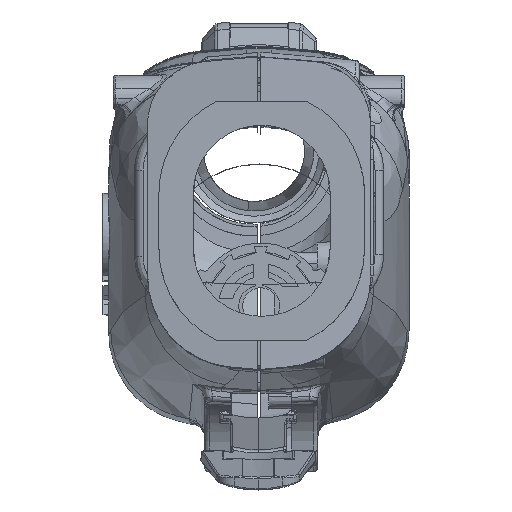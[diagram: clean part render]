
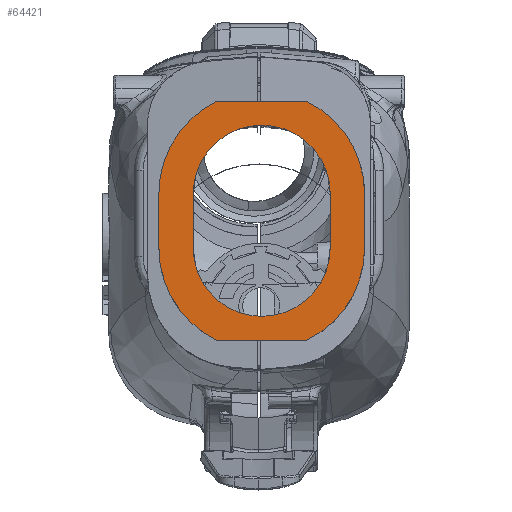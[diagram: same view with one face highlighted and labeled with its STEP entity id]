
A CAD part, top view. The second image highlights one B-rep face of the part: STEP entity #64421.
In plain terms, the highlighted planar face has unit normal (0, 0, 1).
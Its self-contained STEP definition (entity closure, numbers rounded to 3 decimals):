
#90 = CARTESIAN_POINT ( 'NONE',  ( -10.715, -8.051, 278.593 ) ) ;
#876 = CARTESIAN_POINT ( 'NONE',  ( 1.346, -17.576, 278.593 ) ) ;
#1157 = LINE ( 'NONE', #60626, #76022 ) ;
#1158 = VERTEX_POINT ( 'NONE', #3333 ) ;
#1817 = DIRECTION ( 'NONE',  ( 0., 0., 1. ) ) ;
#2281 = CARTESIAN_POINT ( 'NONE',  ( -10.715, -8.051, 278.593 ) ) ;
#2550 = DIRECTION ( 'NONE',  ( 1., 0., 0. ) ) ;
#3333 = CARTESIAN_POINT ( 'NONE',  ( 19.456, -17.576, 278.593 ) ) ;
#3980 = CARTESIAN_POINT ( 'NONE',  ( -16.764, -17.576, 278.593 ) ) ;
#5603 = ORIENTED_EDGE ( 'NONE', *, *, #24595, .T. ) ;
#6314 = AXIS2_PLACEMENT_3D ( 'NONE', #37584, #51529, #12331 ) ;
#7617 = DIRECTION ( 'NONE',  ( 1., 0., 0. ) ) ;
#7674 = EDGE_CURVE ( 'NONE', #24132, #73099, #18274, .T. ) ;
#7997 = VERTEX_POINT ( 'NONE', #3980 ) ;
#8794 = CARTESIAN_POINT ( 'NONE',  ( -6.611, -33.845, 278.593 ) ) ;
#10307 = VERTEX_POINT ( 'NONE', #24431 ) ;
#10607 = EDGE_CURVE ( 'NONE', #48248, #84237, #37907, .T. ) ;
#10877 = EDGE_CURVE ( 'NONE', #39692, #21003, #30524, .T. ) ;
#11722 = FACE_OUTER_BOUND ( 'NONE', #52156, .T. ) ;
#12331 = DIRECTION ( 'NONE',  ( 1., 0., 0. ) ) ;
#12441 = CARTESIAN_POINT ( 'NONE',  ( 13.406, -17.576, 278.593 ) ) ;
#12818 = FACE_BOUND ( 'NONE', #47364, .T. ) ;
#13871 = AXIS2_PLACEMENT_3D ( 'NONE', #37857, #24202, #70436 ) ;
#14403 = CARTESIAN_POINT ( 'NONE',  ( 1.346, -8.051, 278.593 ) ) ;
#17449 = LINE ( 'NONE', #64991, #76826 ) ;
#18274 = CIRCLE ( 'NONE', #70123, 12.06 ) ;
#18676 = EDGE_CURVE ( 'NONE', #1158, #39692, #1157, .T. ) ;
#19598 = ORIENTED_EDGE ( 'NONE', *, *, #10607, .T. ) ;
#20907 = CIRCLE ( 'NONE', #73273, 18.11 ) ;
#21003 = VERTEX_POINT ( 'NONE', #22377 ) ;
#22129 = CIRCLE ( 'NONE', #13871, 18.11 ) ;
#22377 = CARTESIAN_POINT ( 'NONE',  ( 9.302, 8.218, 278.593 ) ) ;
#22906 = EDGE_CURVE ( 'NONE', #29423, #72202, #22129, .T. ) ;
#24132 = VERTEX_POINT ( 'NONE', #28598 ) ;
#24202 = DIRECTION ( 'NONE',  ( 0., 0., 1. ) ) ;
#24431 = CARTESIAN_POINT ( 'NONE',  ( 13.406, -8.051, 278.593 ) ) ;
#24571 = VERTEX_POINT ( 'NONE', #90 ) ;
#24595 = EDGE_CURVE ( 'NONE', #21003, #29423, #30047, .T. ) ;
#25485 = DIRECTION ( 'NONE',  ( 0., 0., 1. ) ) ;
#25767 = DIRECTION ( 'NONE',  ( 1., 0., 0. ) ) ;
#26030 = CARTESIAN_POINT ( 'NONE',  ( -16.764, -8.051, 278.593 ) ) ;
#28190 = CIRCLE ( 'NONE', #77741, 12.06 ) ;
#28534 = VECTOR ( 'NONE', #64641, 1000. ) ;
#28598 = CARTESIAN_POINT ( 'NONE',  ( -10.715, -17.576, 278.593 ) ) ;
#29423 = VERTEX_POINT ( 'NONE', #44308 ) ;
#29525 = ORIENTED_EDGE ( 'NONE', *, *, #22906, .T. ) ;
#30047 = LINE ( 'NONE', #66936, #76861 ) ;
#30524 = CIRCLE ( 'NONE', #6314, 18.11 ) ;
#31620 = EDGE_CURVE ( 'NONE', #24571, #24132, #63845, .T. ) ;
#32387 = EDGE_CURVE ( 'NONE', #10307, #24571, #28190, .T. ) ;
#33844 = ORIENTED_EDGE ( 'NONE', *, *, #7674, .F. ) ;
#35118 = ORIENTED_EDGE ( 'NONE', *, *, #18676, .T. ) ;
#35921 = DIRECTION ( 'NONE',  ( 0., 0., 1. ) ) ;
#37584 = CARTESIAN_POINT ( 'NONE',  ( 1.346, -8.051, 278.593 ) ) ;
#37857 = CARTESIAN_POINT ( 'NONE',  ( 1.346, -8.051, 278.593 ) ) ;
#37907 = LINE ( 'NONE', #48444, #28534 ) ;
#39278 = DIRECTION ( 'NONE',  ( -1., 0., 0. ) ) ;
#39376 = ORIENTED_EDGE ( 'NONE', *, *, #31620, .F. ) ;
#39692 = VERTEX_POINT ( 'NONE', #41677 ) ;
#40481 = DIRECTION ( 'NONE',  ( 1., 0., 0. ) ) ;
#41677 = CARTESIAN_POINT ( 'NONE',  ( 19.456, -8.051, 278.593 ) ) ;
#42801 = EDGE_CURVE ( 'NONE', #84237, #1158, #84715, .T. ) ;
#42849 = CARTESIAN_POINT ( 'NONE',  ( 1.346, -17.576, 278.593 ) ) ;
#43718 = ORIENTED_EDGE ( 'NONE', *, *, #42801, .T. ) ;
#44308 = CARTESIAN_POINT ( 'NONE',  ( -6.611, 8.218, 278.593 ) ) ;
#46061 = DIRECTION ( 'NONE',  ( 0., -1., 0. ) ) ;
#47092 = VECTOR ( 'NONE', #62728, 1000. ) ;
#47364 = EDGE_LOOP ( 'NONE', ( #39376, #68368, #51071, #33844 ) ) ;
#48190 = CARTESIAN_POINT ( 'NONE',  ( -16.764, -8.051, 278.593 ) ) ;
#48248 = VERTEX_POINT ( 'NONE', #8794 ) ;
#48444 = CARTESIAN_POINT ( 'NONE',  ( -6.611, -33.845, 278.593 ) ) ;
#51071 = ORIENTED_EDGE ( 'NONE', *, *, #70888, .F. ) ;
#51529 = DIRECTION ( 'NONE',  ( 0., 0., 1. ) ) ;
#52156 = EDGE_LOOP ( 'NONE', ( #52959, #5603, #29525, #63069, #79390, #19598, #43718, #35118 ) ) ;
#52959 = ORIENTED_EDGE ( 'NONE', *, *, #10877, .T. ) ;
#55922 = AXIS2_PLACEMENT_3D ( 'NONE', #876, #67966, #74670 ) ;
#58548 = AXIS2_PLACEMENT_3D ( 'NONE', #14403, #80382, #40481 ) ;
#60060 = DIRECTION ( 'NONE',  ( 0., 1., 0. ) ) ;
#60626 = CARTESIAN_POINT ( 'NONE',  ( 19.456, -8.051, 278.593 ) ) ;
#61374 = CARTESIAN_POINT ( 'NONE',  ( 1.346, -8.051, 278.593 ) ) ;
#62728 = DIRECTION ( 'NONE',  ( 0., -1., 0. ) ) ;
#63069 = ORIENTED_EDGE ( 'NONE', *, *, #73162, .T. ) ;
#63845 = LINE ( 'NONE', #2281, #47092 ) ;
#64205 = CARTESIAN_POINT ( 'NONE',  ( 9.302, -33.845, 278.593 ) ) ;
#64421 = ADVANCED_FACE ( 'NONE', ( #12818, #11722 ), #73369, .T. ) ;
#64641 = DIRECTION ( 'NONE',  ( 1., 0., 0. ) ) ;
#64991 = CARTESIAN_POINT ( 'NONE',  ( 13.406, -8.051, 278.593 ) ) ;
#66118 = DIRECTION ( 'NONE',  ( 0., 1., 0. ) ) ;
#66194 = CARTESIAN_POINT ( 'NONE',  ( 1.346, -17.576, 278.593 ) ) ;
#66936 = CARTESIAN_POINT ( 'NONE',  ( -6.611, 8.218, 278.593 ) ) ;
#67966 = DIRECTION ( 'NONE',  ( 0., 0., 1. ) ) ;
#68321 = VECTOR ( 'NONE', #46061, 1000. ) ;
#68368 = ORIENTED_EDGE ( 'NONE', *, *, #32387, .F. ) ;
#70123 = AXIS2_PLACEMENT_3D ( 'NONE', #66194, #25485, #25767 ) ;
#70436 = DIRECTION ( 'NONE',  ( 1., 0., 0. ) ) ;
#70888 = EDGE_CURVE ( 'NONE', #73099, #10307, #17449, .T. ) ;
#72202 = VERTEX_POINT ( 'NONE', #48190 ) ;
#73099 = VERTEX_POINT ( 'NONE', #12441 ) ;
#73162 = EDGE_CURVE ( 'NONE', #72202, #7997, #73588, .T. ) ;
#73273 = AXIS2_PLACEMENT_3D ( 'NONE', #42849, #35921, #2550 ) ;
#73369 = PLANE ( 'NONE',  #58548 ) ;
#73588 = LINE ( 'NONE', #26030, #68321 ) ;
#74670 = DIRECTION ( 'NONE',  ( 1., 0., 0. ) ) ;
#76022 = VECTOR ( 'NONE', #60060, 1000. ) ;
#76826 = VECTOR ( 'NONE', #66118, 1000. ) ;
#76861 = VECTOR ( 'NONE', #39278, 1000. ) ;
#77651 = EDGE_CURVE ( 'NONE', #7997, #48248, #20907, .T. ) ;
#77741 = AXIS2_PLACEMENT_3D ( 'NONE', #61374, #1817, #7617 ) ;
#79390 = ORIENTED_EDGE ( 'NONE', *, *, #77651, .T. ) ;
#80382 = DIRECTION ( 'NONE',  ( 0., 0., 1. ) ) ;
#84237 = VERTEX_POINT ( 'NONE', #64205 ) ;
#84715 = CIRCLE ( 'NONE', #55922, 18.11 ) ;
